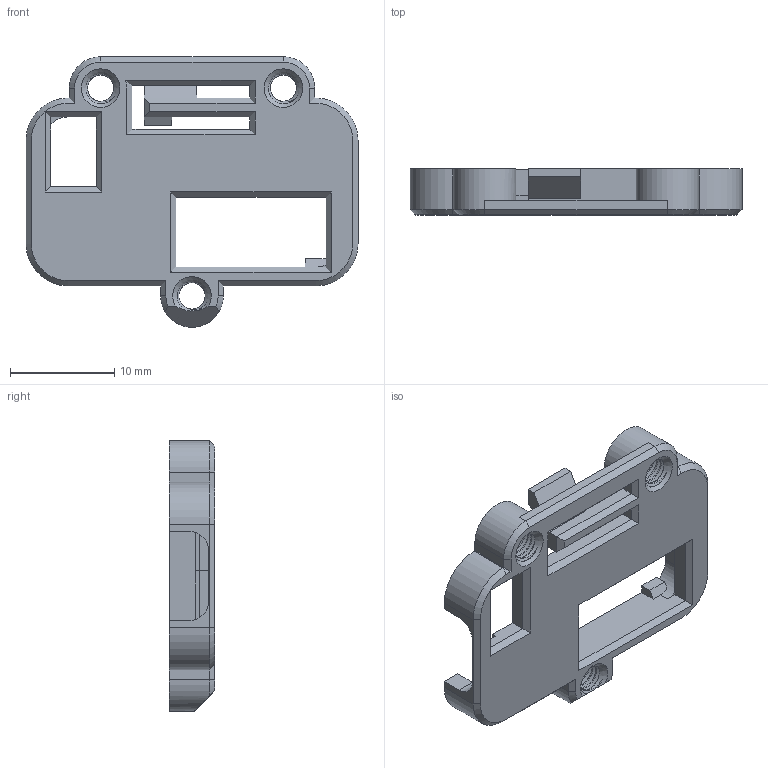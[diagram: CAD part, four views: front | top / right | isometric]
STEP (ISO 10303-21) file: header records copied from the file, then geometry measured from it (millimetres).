
FILE_DESCRIPTION(/* description */ (''),/* implementation_level */ '2;1');
FILE_NAME(/* name */ 'clip_base.step',/* time_stamp */ '2023-03-01T13:51:29+01:00',/* author */ (''),/* organization */ (''),/* preprocessor_version */ 'ST-DEVELOPER v19.2',/* originating_system */ 'Autodesk Translation Framework v11.17.0.187',/* authorisation */ '');
FILE_SCHEMA (('AUTOMOTIVE_DESIGN { 1 0 10303 214 3 1 1 }'));
Length unit declared in the file: millimetre
Products named in the file (1): clip_base
Bounding box: 31.8 x 4.4 x 25.9 mm (x, y, z)
Volume: 1333.2 mm3; surface area: 2032.8 mm2
Topology: 1 solids, 1 shells, 282 faces, 783 edges, 509 vertices
Faces by surface type: plane 154, cylinder 68, bspline 48, cone 12
Full cylindrical faces by diameter (mm): 2.529 x11, 3.086 x8
Entity records: 13171 total; most frequent: CARTESIAN_POINT 6418, ORIENTED_EDGE 1566, DIRECTION 1109, EDGE_CURVE 783, VERTEX_POINT 509, LINE 503, VECTOR 503, AXIS2_PLACEMENT_3D 303
